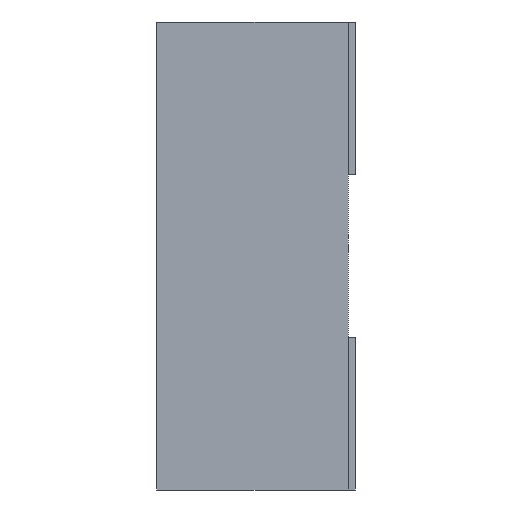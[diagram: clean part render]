
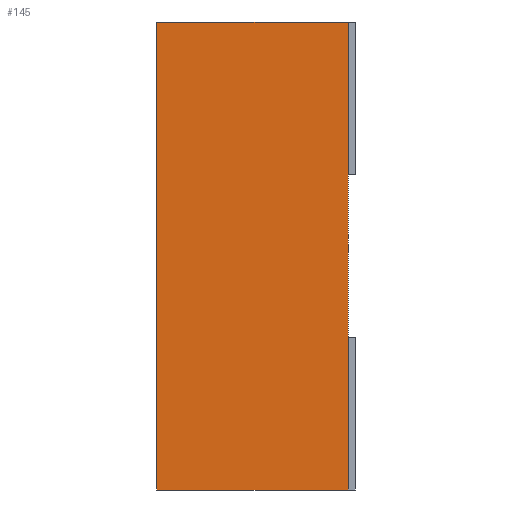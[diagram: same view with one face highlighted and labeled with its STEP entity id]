
A CAD part, left-side view. The second image highlights one B-rep face of the part: STEP entity #145.
In plain terms, the highlighted planar face has unit normal (-1, 0, 0).
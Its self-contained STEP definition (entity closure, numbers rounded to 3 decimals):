
#1 = EDGE_CURVE ( 'NONE', #4958, #4959, #5081, .T. ) ;
#35 = EDGE_CURVE ( 'NONE', #4920, #4958, #6048, .T. ) ;
#145 = ADVANCED_FACE ( 'NONE', ( #5430 ), #2303, .F. ) ;
#223 = EDGE_CURVE ( 'NONE', #4920, #4919, #1460, .T. ) ;
#888 = ORIENTED_EDGE ( 'NONE', *, *, #35, .F. ) ;
#890 = ORIENTED_EDGE ( 'NONE', *, *, #6323, .T. ) ;
#891 = ORIENTED_EDGE ( 'NONE', *, *, #1, .F. ) ;
#893 = ORIENTED_EDGE ( 'NONE', *, *, #223, .T. ) ;
#1427 = VECTOR ( 'NONE', #4489, 1000. ) ;
#1460 = LINE ( 'NONE', #1461, #2410 ) ;
#1461 = CARTESIAN_POINT ( 'NONE',  ( -1.25, 0.41, 1. ) ) ;
#1462 = DIRECTION ( 'NONE',  ( 0., 0., -1. ) ) ;
#2303 = PLANE ( 'NONE',  #5250 ) ;
#2304 = CARTESIAN_POINT ( 'NONE',  ( -1.25, -0.41, 1. ) ) ;
#2305 = DIRECTION ( 'NONE',  ( 1., 0., 0. ) ) ;
#2306 = DIRECTION ( 'NONE',  ( 0., 0., -1. ) ) ;
#2410 = VECTOR ( 'NONE', #1462, 1000. ) ;
#2909 = CARTESIAN_POINT ( 'NONE',  ( -1.25, 0.41, -1. ) ) ;
#2910 = CARTESIAN_POINT ( 'NONE',  ( -1.25, 0.41, 1. ) ) ;
#2950 = CARTESIAN_POINT ( 'NONE',  ( -1.25, -0.41, 1. ) ) ;
#2951 = CARTESIAN_POINT ( 'NONE',  ( -1.25, -0.41, -1. ) ) ;
#3933 = VECTOR ( 'NONE', #5083, 1000. ) ;
#3958 = VECTOR ( 'NONE', #6050, 1000. ) ;
#4487 = LINE ( 'NONE', #4488, #1427 ) ;
#4488 = CARTESIAN_POINT ( 'NONE',  ( -1.25, -0.41, -1. ) ) ;
#4489 = DIRECTION ( 'NONE',  ( 0., -1., 0. ) ) ;
#4777 = EDGE_LOOP ( 'NONE', ( #890, #891, #888, #893 ) ) ;
#4919 = VERTEX_POINT ( 'NONE', #2909 ) ;
#4920 = VERTEX_POINT ( 'NONE', #2910 ) ;
#4958 = VERTEX_POINT ( 'NONE', #2950 ) ;
#4959 = VERTEX_POINT ( 'NONE', #2951 ) ;
#5081 = LINE ( 'NONE', #5082, #3933 ) ;
#5082 = CARTESIAN_POINT ( 'NONE',  ( -1.25, -0.41, 1. ) ) ;
#5083 = DIRECTION ( 'NONE',  ( 0., 0., -1. ) ) ;
#5250 = AXIS2_PLACEMENT_3D ( 'NONE', #2304, #2305, #2306 ) ;
#5430 = FACE_OUTER_BOUND ( 'NONE', #4777, .T. ) ;
#6048 = LINE ( 'NONE', #6049, #3958 ) ;
#6049 = CARTESIAN_POINT ( 'NONE',  ( -1.25, -0.41, 1. ) ) ;
#6050 = DIRECTION ( 'NONE',  ( 0., -1., 0. ) ) ;
#6323 = EDGE_CURVE ( 'NONE', #4919, #4959, #4487, .T. ) ;
